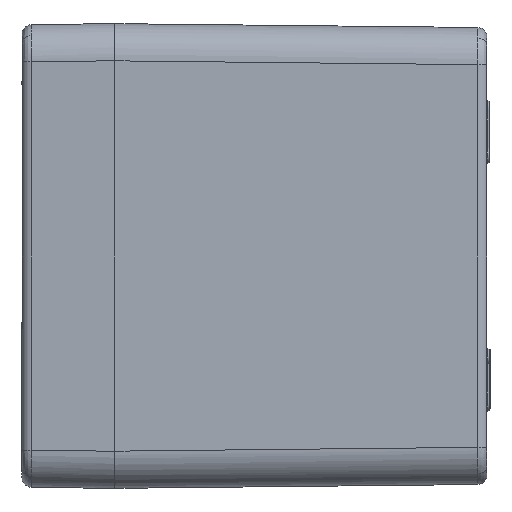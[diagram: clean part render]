
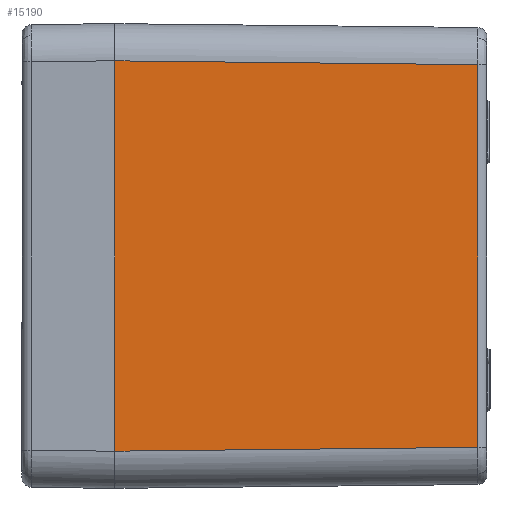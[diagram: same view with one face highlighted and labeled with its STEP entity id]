
A CAD part, left-side view. The second image highlights one B-rep face of the part: STEP entity #15190.
In plain terms, the highlighted planar face has unit normal (-1, -0.011, 0).
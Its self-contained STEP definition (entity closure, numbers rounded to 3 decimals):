
#597=PLANE('',#16734);
#1112=LINE('',#42367,#1780);
#1177=LINE('',#43104,#1845);
#1178=LINE('',#43105,#1846);
#1179=LINE('',#43106,#1847);
#1780=VECTOR('',#19977,1000.);
#1845=VECTOR('',#20158,1000.);
#1846=VECTOR('',#20159,1000.);
#1847=VECTOR('',#20160,1000.);
#3190=FACE_OUTER_BOUND('',#4292,.T.);
#4292=EDGE_LOOP('',(#12775,#12776,#12777,#12778));
#6950=VERTEX_POINT('',#40906);
#7141=VERTEX_POINT('',#42365);
#7142=VERTEX_POINT('',#42366);
#7218=VERTEX_POINT('',#43103);
#9066=EDGE_CURVE('',#7141,#7142,#1112,.T.);
#9184=EDGE_CURVE('',#7142,#7218,#1177,.T.);
#9185=EDGE_CURVE('',#7218,#6950,#1178,.T.);
#9186=EDGE_CURVE('',#6950,#7141,#1179,.T.);
#12775=ORIENTED_EDGE('',*,*,#9184,.T.);
#12776=ORIENTED_EDGE('',*,*,#9185,.T.);
#12777=ORIENTED_EDGE('',*,*,#9186,.T.);
#12778=ORIENTED_EDGE('',*,*,#9066,.T.);
#15190=ADVANCED_FACE('',(#3190),#597,.T.);
#16734=AXIS2_PLACEMENT_3D('',#43102,#20156,#20157);
#19977=DIRECTION('',(0.,0.,-1.));
#20156=DIRECTION('center_axis',(-1.,-0.01,
0.));
#20157=DIRECTION('ref_axis',(0.01,-1.,0.));
#20158=DIRECTION('',(0.01,-1.,0.01));
#20159=DIRECTION('',(0.,0.,1.));
#20160=DIRECTION('',(-0.01,1.,0.01));
#40906=CARTESIAN_POINT('',(-114.369,-58.216,30.87));
#42365=CARTESIAN_POINT('',(-114.982,0.3,31.483));
#42366=CARTESIAN_POINT('',(-114.982,0.3,-31.483));
#42367=CARTESIAN_POINT('',(-114.982,0.3,-37.5));
#43102=CARTESIAN_POINT('Origin',(-115.,2.,-37.5));
#43103=CARTESIAN_POINT('',(-114.369,-58.216,-30.87));
#43104=CARTESIAN_POINT('',(-115.001,2.063,-31.501));
#43105=CARTESIAN_POINT('',(-114.369,-58.216,30.854));
#43106=CARTESIAN_POINT('',(-114.992,1.278,31.493));
